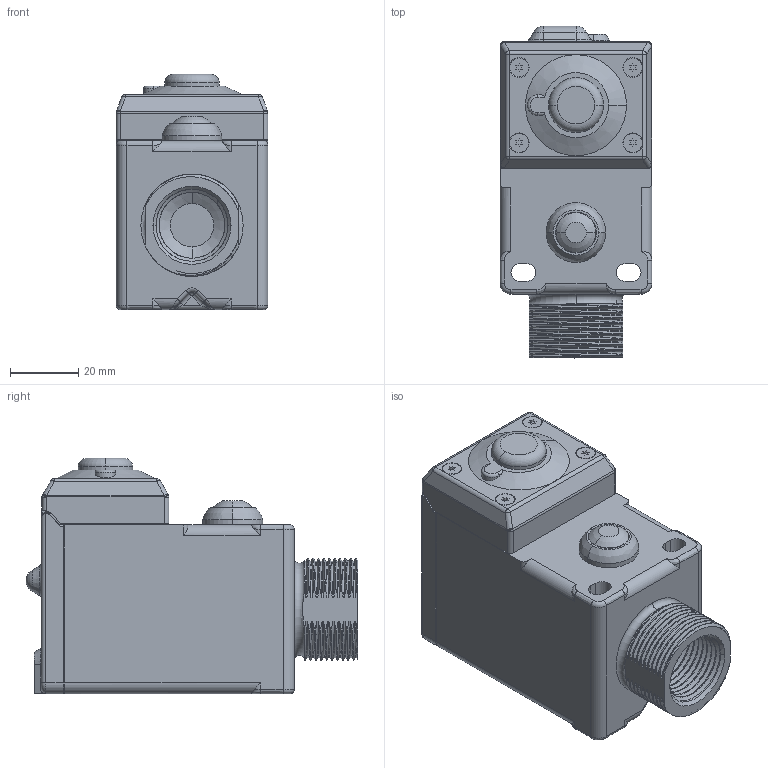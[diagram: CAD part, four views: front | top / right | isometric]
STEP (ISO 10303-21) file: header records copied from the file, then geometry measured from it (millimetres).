
FILE_DESCRIPTION((''),'2;1');
FILE_NAME('184134_ASM','2014-10-09T',('pdmadmin'),(''),'PRO/ENGINEER BY PARAMETRIC TECHNOLOGY CORPORATION, 2013230','PRO/ENGINEER BY PARAMETRIC TECHNOLOGY CORPORATION, 2013230','');
FILE_SCHEMA(('CONFIG_CONTROL_DESIGN'));
Products named in the file (17): 166739; 157289_SWITCH; 157289_O-RING; 157289_LOCKWASHER; 157289_HEX_NUT; 157289_ASM; 170309_ASM; 43699_AF0; 169757_ASM; 159269; 166738_ASM; 153158; 14840; 35813; 160408_ASM; 48355; 184134_ASM
Assembly tree (19 placements, depth 4):
  184134_ASM
    170309_ASM
      166739
      157289_ASM
        157289_SWITCH
        157289_O-RING
        157289_LOCKWASHER
        157289_HEX_NUT
    166738_ASM
      169757_ASM
        43699_AF0
      159269
    160408_ASM
      153158
      14840
      35813
    48355  x4
Bounding box: 44.45 x 97.2 x 68.94 mm (x, y, z)
Volume: 79824.1 mm3; surface area: 55110.1 mm2
Topology: 14 solids, 14 shells, 1188 faces, 3013 edges, 1863 vertices
Faces by surface type: plane 461, cylinder 400, bspline 134, cone 71, torus 71, sphere 51
Entity records: 52525 total; most frequent: CARTESIAN_POINT 25865, ORIENTED_EDGE 5682, DIRECTION 5230, EDGE_CURVE 2841, AXIS2_PLACEMENT_3D 1852, VERTEX_POINT 1767, VECTOR 1526, LINE 1526
